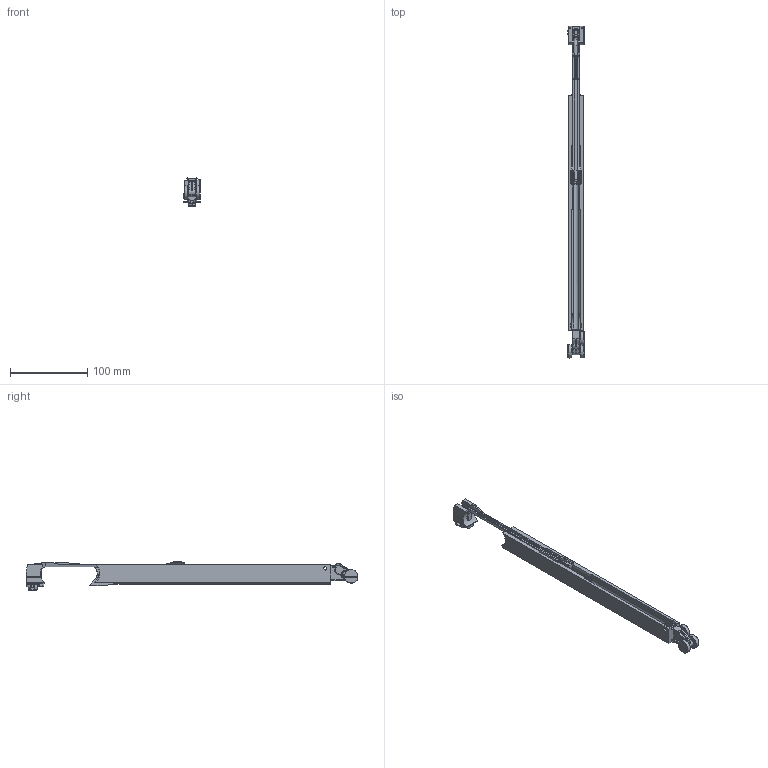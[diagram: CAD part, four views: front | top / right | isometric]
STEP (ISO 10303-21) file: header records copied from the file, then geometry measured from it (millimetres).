
FILE_DESCRIPTION(/* description */ (''),/* implementation_level */ '2;1');
FILE_NAME(/* name */ 'M67S.stp',/* time_stamp */ '2023-04-07T14:13:20+02:00',/* author */ ('Giuliano'),/* organization */ (''),/* preprocessor_version */ 'ST-DEVELOPER v18.1',/* originating_system */ 'Autodesk Inventor 2021',/* authorisation */ '');
FILE_SCHEMA (('AUTOMOTIVE_DESIGN { 1 0 10303 214 3 1 1 }'));
Length unit declared in the file: millimetre
Products named in the file (1): Pièce3
Bounding box: 21.43 x 430.47 x 36.31 mm (x, y, z)
Volume: 106203.7 mm3; surface area: 55876.4 mm2
Topology: 1 solids, 4 shells, 659 faces, 1712 edges, 1074 vertices
Faces by surface type: plane 266, cylinder 183, bspline 135, torus 43, sphere 20, cone 12
Full cylindrical faces by diameter (mm): 4.1 x2, 5 x1, 6 x2, 6.7 x3, 8.88 x1
Entity records: 23774 total; most frequent: CARTESIAN_POINT 8286, ORIENTED_EDGE 3416, DIRECTION 2960, EDGE_CURVE 1708, VERTEX_POINT 1074, AXIS2_PLACEMENT_3D 1046, LINE 868, VECTOR 868
